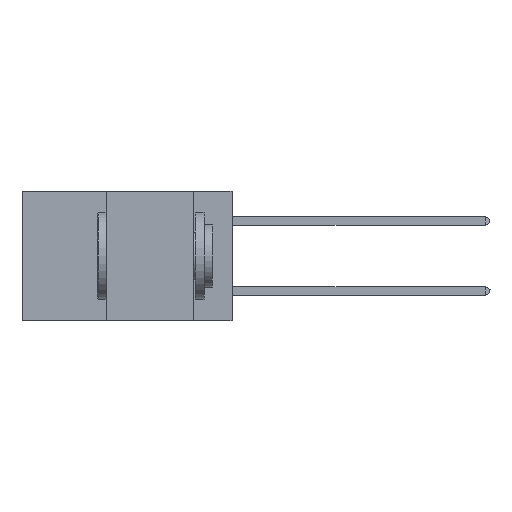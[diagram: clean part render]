
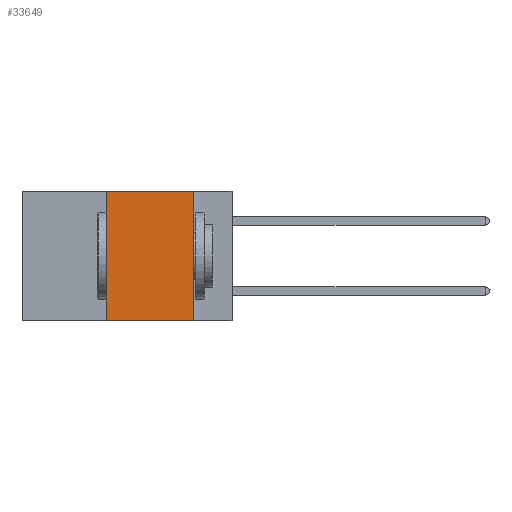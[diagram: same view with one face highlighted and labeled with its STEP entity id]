
A CAD part, left-side view. The second image highlights one B-rep face of the part: STEP entity #33649.
In plain terms, the highlighted planar face has unit normal (-1, 0, 0).
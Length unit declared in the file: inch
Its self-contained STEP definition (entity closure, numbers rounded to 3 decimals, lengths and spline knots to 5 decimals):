
#167 = VERTEX_POINT ( 'NONE', #29372 ) ;
#662 = VERTEX_POINT ( 'NONE', #16223 ) ;
#2866 = ORIENTED_EDGE ( 'NONE', *, *, #32904, .F. ) ;
#5895 = DIRECTION ( 'NONE',  ( 0., 0., -1. ) ) ;
#7919 = VECTOR ( 'NONE', #5895, 39.37008 ) ;
#8683 = PLANE ( 'NONE',  #39140 ) ;
#10528 = ORIENTED_EDGE ( 'NONE', *, *, #18929, .T. ) ;
#11629 = VECTOR ( 'NONE', #26737, 39.37008 ) ;
#12950 = VECTOR ( 'NONE', #28945, 39.37008 ) ;
#14518 = CARTESIAN_POINT ( 'NONE',  ( 0., 0.6, 0. ) ) ;
#14637 = DIRECTION ( 'NONE',  ( 0., -1., 0. ) ) ;
#14900 = DIRECTION ( 'NONE',  ( 1., 0., 0. ) ) ;
#16223 = CARTESIAN_POINT ( 'NONE',  ( 0., 0.36, 0. ) ) ;
#16447 = ORIENTED_EDGE ( 'NONE', *, *, #36545, .F. ) ;
#16923 = LINE ( 'NONE', #39377, #34341 ) ;
#17383 = EDGE_LOOP ( 'NONE', ( #16447, #35153, #2866, #10528 ) ) ;
#18929 = EDGE_CURVE ( 'NONE', #37856, #33910, #16923, .T. ) ;
#19085 = CARTESIAN_POINT ( 'NONE',  ( 0., 0.11, -0.37 ) ) ;
#19951 = CARTESIAN_POINT ( 'NONE',  ( 0., 0.36, 0. ) ) ;
#20027 = LINE ( 'NONE', #39460, #7919 ) ;
#21301 = LINE ( 'NONE', #19951, #11629 ) ;
#22838 = CARTESIAN_POINT ( 'NONE',  ( 0., 0.6, 0. ) ) ;
#25657 = EDGE_CURVE ( 'NONE', #662, #167, #28960, .T. ) ;
#26577 = FACE_OUTER_BOUND ( 'NONE', #17383, .T. ) ;
#26737 = DIRECTION ( 'NONE',  ( 0., 0., 1. ) ) ;
#26968 = DIRECTION ( 'NONE',  ( 0., 0., -1. ) ) ;
#28945 = DIRECTION ( 'NONE',  ( 0., -1., 0. ) ) ;
#28960 = LINE ( 'NONE', #22838, #12950 ) ;
#29372 = CARTESIAN_POINT ( 'NONE',  ( 0., 0.11, 0. ) ) ;
#32904 = EDGE_CURVE ( 'NONE', #37856, #662, #21301, .T. ) ;
#33649 = ADVANCED_FACE ( 'NONE', ( #26577 ), #8683, .F. ) ;
#33910 = VERTEX_POINT ( 'NONE', #19085 ) ;
#34172 = CARTESIAN_POINT ( 'NONE',  ( 0., 0.36, -0.37 ) ) ;
#34341 = VECTOR ( 'NONE', #14637, 39.37008 ) ;
#35153 = ORIENTED_EDGE ( 'NONE', *, *, #25657, .F. ) ;
#36545 = EDGE_CURVE ( 'NONE', #167, #33910, #20027, .T. ) ;
#37856 = VERTEX_POINT ( 'NONE', #34172 ) ;
#39140 = AXIS2_PLACEMENT_3D ( 'NONE', #14518, #14900, #26968 ) ;
#39377 = CARTESIAN_POINT ( 'NONE',  ( 0., 0.6, -0.37 ) ) ;
#39460 = CARTESIAN_POINT ( 'NONE',  ( 0., 0.11, 0. ) ) ;
